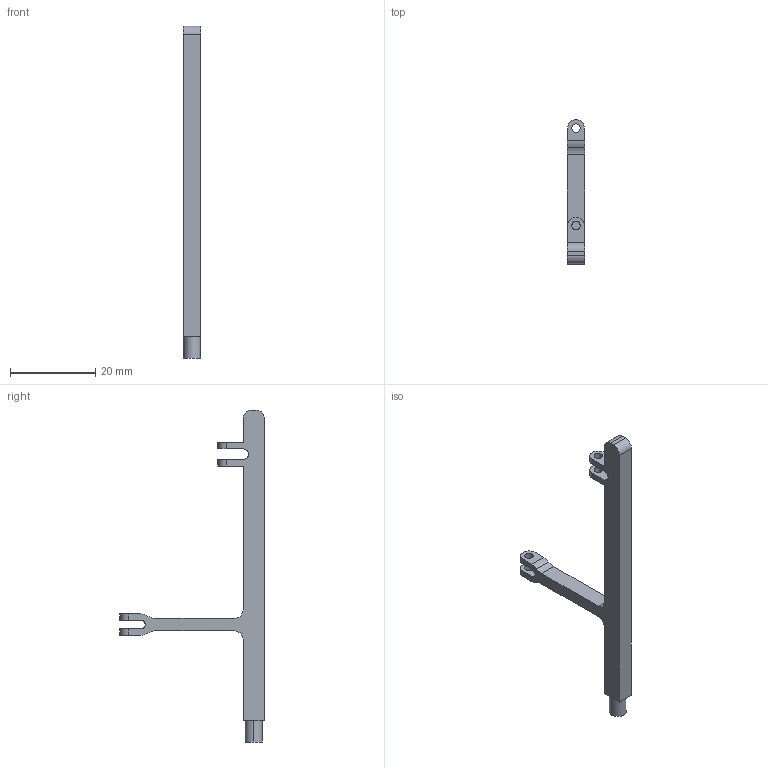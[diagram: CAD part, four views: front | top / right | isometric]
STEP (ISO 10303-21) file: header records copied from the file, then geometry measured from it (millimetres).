
FILE_DESCRIPTION (( 'STEP AP214' ), '1' );
FILE_NAME ('EybrowRod-RR.STEP', '2025-09-29T07:42:53', ( 'Windows User' ), ( '' ), 'SwSTEP 2.0', 'SolidWorks 2023', '' );
FILE_SCHEMA (( 'AUTOMOTIVE_DESIGN' ));
Length unit declared in the file: millimetre
Products named in the file (1): EybrowRod-RR
Bounding box: 4 x 34 x 78 mm (x, y, z)
Volume: 1910.2 mm3; surface area: 1987.7 mm2
Topology: 1 solids, 1 shells, 47 faces, 131 edges, 86 vertices
Faces by surface type: cylinder 27, plane 20
Entity records: 2083 total; most frequent: DIRECTION 281, CARTESIAN_POINT 265, ORIENTED_EDGE 262, EDGE_CURVE 131, AXIS2_PLACEMENT_3D 102, VERTEX_POINT 86, LINE 77, VECTOR 77
